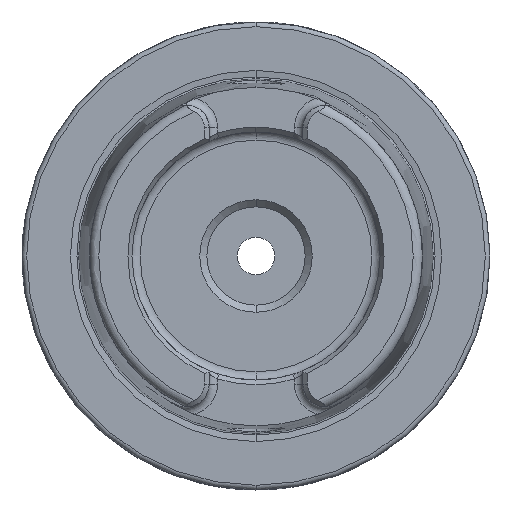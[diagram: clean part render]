
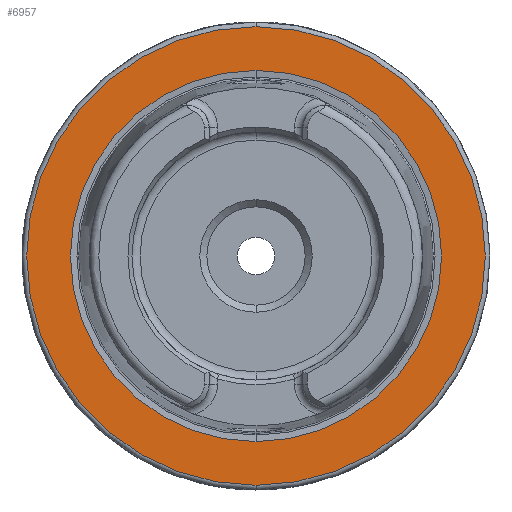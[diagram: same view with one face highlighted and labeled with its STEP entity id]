
A CAD part, left-side view. The second image highlights one B-rep face of the part: STEP entity #6957.
In plain terms, the highlighted planar face has unit normal (-1, 0, 0).
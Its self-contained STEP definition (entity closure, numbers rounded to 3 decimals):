
#79 = EDGE_LOOP ( 'NONE', ( #2305, #6762 ) ) ;
#258 = EDGE_CURVE ( 'NONE', #5026, #2838, #6747, .T. ) ;
#353 = CARTESIAN_POINT ( 'NONE',  ( 0., 0., -39.647 ) ) ;
#608 = DIRECTION ( 'NONE',  ( 1., 0., 0. ) ) ;
#631 = ORIENTED_EDGE ( 'NONE', *, *, #5925, .T. ) ;
#808 = VERTEX_POINT ( 'NONE', #6726 ) ;
#1720 = FACE_OUTER_BOUND ( 'NONE', #79, .T. ) ;
#1801 = CARTESIAN_POINT ( 'NONE',  ( 0., 0., 0. ) ) ;
#1802 = DIRECTION ( 'NONE',  ( -1., 0., 0. ) ) ;
#2305 = ORIENTED_EDGE ( 'NONE', *, *, #4763, .F. ) ;
#2436 = CARTESIAN_POINT ( 'NONE',  ( 0., 0., 0. ) ) ;
#2838 = VERTEX_POINT ( 'NONE', #353 ) ;
#2946 = AXIS2_PLACEMENT_3D ( 'NONE', #7097, #7739, #7057 ) ;
#3473 = FACE_BOUND ( 'NONE', #7713, .T. ) ;
#3506 = CARTESIAN_POINT ( 'NONE',  ( 0., 39.647, 0. ) ) ;
#3508 = DIRECTION ( 'NONE',  ( 1., 0., 0. ) ) ;
#3551 = CIRCLE ( 'NONE', #7743, 39.647 ) ;
#3609 = DIRECTION ( 'NONE',  ( 0., 0., -1. ) ) ;
#3622 = EDGE_CURVE ( 'NONE', #808, #3748, #6091, .T. ) ;
#3748 = VERTEX_POINT ( 'NONE', #4480 ) ;
#4060 = CIRCLE ( 'NONE', #2946, 49. ) ;
#4200 = DIRECTION ( 'NONE',  ( 0., 0., -1. ) ) ;
#4446 = AXIS2_PLACEMENT_3D ( 'NONE', #4686, #3508, #4200 ) ;
#4480 = CARTESIAN_POINT ( 'NONE',  ( 0., 0., -49. ) ) ;
#4644 = PLANE ( 'NONE',  #5155 ) ;
#4686 = CARTESIAN_POINT ( 'NONE',  ( 0., 0., 0. ) ) ;
#4763 = EDGE_CURVE ( 'NONE', #3748, #808, #4060, .T. ) ;
#5026 = VERTEX_POINT ( 'NONE', #5391 ) ;
#5155 = AXIS2_PLACEMENT_3D ( 'NONE', #3506, #1802, #6471 ) ;
#5374 = DIRECTION ( 'NONE',  ( 1., 0., 0. ) ) ;
#5391 = CARTESIAN_POINT ( 'NONE',  ( 0., 0., 39.647 ) ) ;
#5925 = EDGE_CURVE ( 'NONE', #2838, #5026, #3551, .T. ) ;
#6091 = CIRCLE ( 'NONE', #4446, 49. ) ;
#6163 = ORIENTED_EDGE ( 'NONE', *, *, #258, .T. ) ;
#6471 = DIRECTION ( 'NONE',  ( 0., 0., 1. ) ) ;
#6726 = CARTESIAN_POINT ( 'NONE',  ( 0., 0., 49. ) ) ;
#6747 = CIRCLE ( 'NONE', #7508, 39.647 ) ;
#6762 = ORIENTED_EDGE ( 'NONE', *, *, #3622, .F. ) ;
#6829 = DIRECTION ( 'NONE',  ( 0., 0., -1. ) ) ;
#6957 = ADVANCED_FACE ( 'NONE', ( #3473, #1720 ), #4644, .T. ) ;
#7057 = DIRECTION ( 'NONE',  ( 0., 0., -1. ) ) ;
#7097 = CARTESIAN_POINT ( 'NONE',  ( 0., 0., 0. ) ) ;
#7508 = AXIS2_PLACEMENT_3D ( 'NONE', #2436, #5374, #3609 ) ;
#7713 = EDGE_LOOP ( 'NONE', ( #6163, #631 ) ) ;
#7739 = DIRECTION ( 'NONE',  ( 1., 0., 0. ) ) ;
#7743 = AXIS2_PLACEMENT_3D ( 'NONE', #1801, #608, #6829 ) ;
